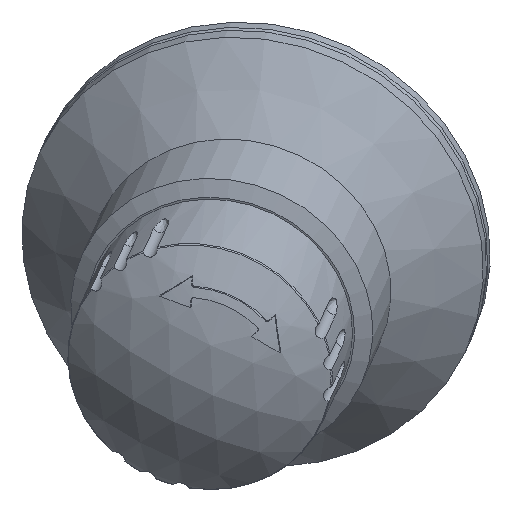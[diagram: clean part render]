
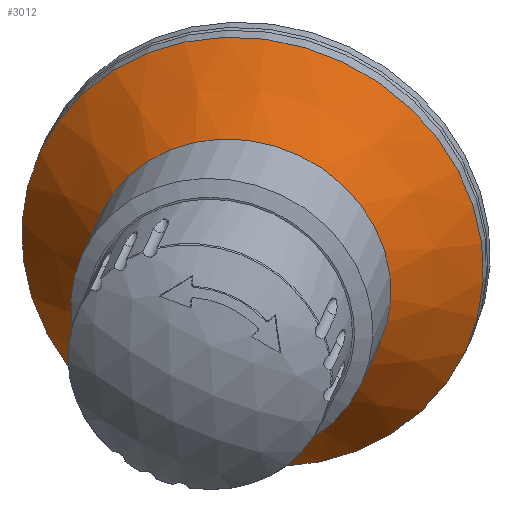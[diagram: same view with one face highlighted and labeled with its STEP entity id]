
A CAD part, top view. The second image highlights one B-rep face of the part: STEP entity #3012.
In plain terms, the highlighted conical face has half-angle 50 degrees and reference radius 22.75 mm.
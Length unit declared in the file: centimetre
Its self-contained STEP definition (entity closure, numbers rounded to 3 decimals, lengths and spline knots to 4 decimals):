
#15=CONICAL_SURFACE('',#3363,2.275,50.);
#195=FACE_BOUND('',#631,.T.);
#425=FACE_OUTER_BOUND('',#630,.T.);
#630=EDGE_LOOP('',(#2749));
#631=EDGE_LOOP('',(#2750));
#823=CIRCLE('',#3362,2.75);
#824=CIRCLE('',#3364,1.8);
#1422=VERTEX_POINT('',#6584);
#1423=VERTEX_POINT('',#6587);
#1866=EDGE_CURVE('',#1422,#1422,#823,.T.);
#1867=EDGE_CURVE('',#1423,#1423,#824,.T.);
#2749=ORIENTED_EDGE('',*,*,#1866,.F.);
#2750=ORIENTED_EDGE('',*,*,#1867,.T.);
#3012=ADVANCED_FACE('',(#425,#195),#15,.T.);
#3362=AXIS2_PLACEMENT_3D('',#6585,#4211,#4212);
#3363=AXIS2_PLACEMENT_3D('',#6586,#4213,#4214);
#3364=AXIS2_PLACEMENT_3D('',#6588,#4215,#4216);
#4211=DIRECTION('center_axis',(0.186,0.407,-0.894));
#4212=DIRECTION('ref_axis',(0.384,0.808,0.448));
#4213=DIRECTION('center_axis',(0.186,0.407,-0.894));
#4214=DIRECTION('ref_axis',(0.384,0.808,0.448));
#4215=DIRECTION('center_axis',(0.186,0.407,-0.894));
#4216=DIRECTION('ref_axis',(0.384,0.808,0.448));
#6584=CARTESIAN_POINT('',(-0.4716,8.575,4.6942));
#6585=CARTESIAN_POINT('Origin',(-1.5266,6.3537,3.4631));
#6586=CARTESIAN_POINT('Origin',(-1.6009,6.1915,3.8194));
#6587=CARTESIAN_POINT('',(-0.9845,7.4831,4.9817));
#6588=CARTESIAN_POINT('Origin',(-1.6751,6.0292,4.1758));
